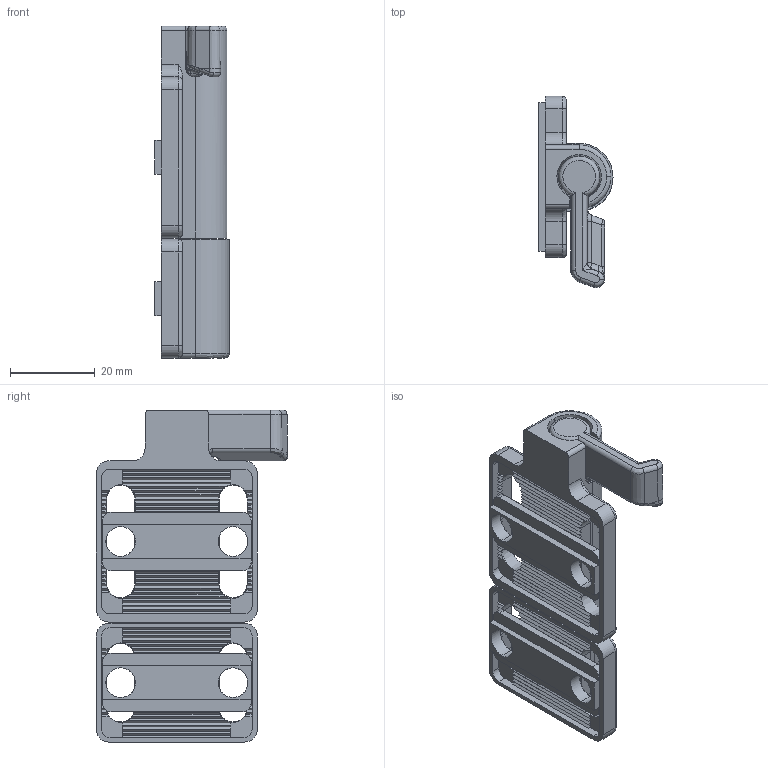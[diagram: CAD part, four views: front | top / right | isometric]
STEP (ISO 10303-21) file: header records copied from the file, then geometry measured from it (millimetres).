
FILE_DESCRIPTION (( 'STEP AP203' ), '1' );
FILE_NAME ('405530002_c_1.STEP', '2022-12-21T03:59:39', ( '' ), ( '' ), 'SwSTEP 2.0', 'SolidWorks 2014', '' );
FILE_SCHEMA (( 'CONFIG_CONTROL_DESIGN' ));
Length unit declared in the file: millimetre
Products named in the file (7): Riegel 66x38 Fixierung; 405530002_c_1; Riegel 66x38 Seite kurz; Riegel 66x38 Bolzen; Riegel 66x38 Seite lang; Riegel 66x38 Feder; Riegel 66x38 Griff
Assembly tree (7 placements, depth 2):
  405530002_c_1
    Riegel 66x38 Seite lang
    Riegel 66x38 Griff
    Riegel 66x38 Seite kurz
    Riegel 66x38 Bolzen
    Riegel 66x38 Fixierung  x2
    Riegel 66x38 Feder
Bounding box: 17.5 x 45.16 x 78.3 mm (x, y, z)
Volume: 19830 mm3; surface area: 16604.7 mm2
Topology: 7 solids, 7 shells, 794 faces, 2024 edges, 1239 vertices
Faces by surface type: plane 543, cylinder 121, cone 83, bspline 42, torus 5
Entity records: 24393 total; most frequent: CARTESIAN_POINT 7710, ORIENTED_EDGE 3548, DIRECTION 3044, EDGE_CURVE 1774, VECTOR 1192, LINE 1192, VERTEX_POINT 1093, AXIS2_PLACEMENT_3D 926
